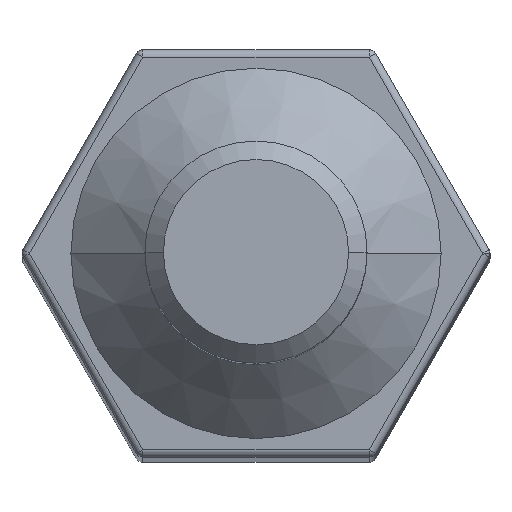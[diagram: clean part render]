
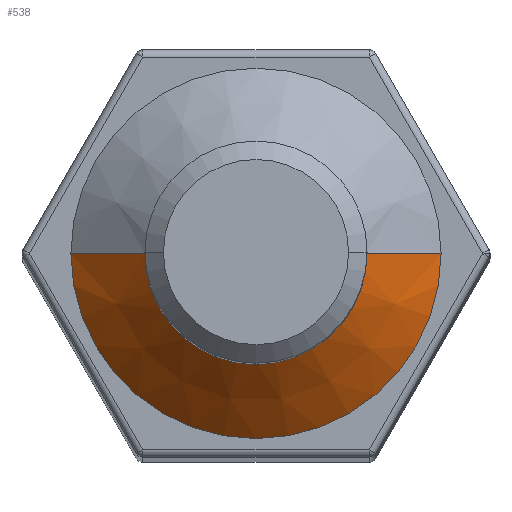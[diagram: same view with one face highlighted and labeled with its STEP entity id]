
A CAD part, top view. The second image highlights one B-rep face of the part: STEP entity #538.
In plain terms, the highlighted conical face has half-angle 45 degrees and reference radius 1.5 mm.
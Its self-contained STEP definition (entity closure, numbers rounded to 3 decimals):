
#25 = DIRECTION ( 'NONE',  ( 0., 0., -1. ) ) ;
#67 = CONICAL_SURFACE ( 'NONE', #101, 1.5, 0.785 ) ;
#80 = VECTOR ( 'NONE', #163, 1000. ) ;
#101 = AXIS2_PLACEMENT_3D ( 'NONE', #1072, #1176, #203 ) ;
#110 = FACE_OUTER_BOUND ( 'NONE', #195, .T. ) ;
#124 = LINE ( 'NONE', #939, #80 ) ;
#163 = DIRECTION ( 'NONE',  ( -0.707, 0., -0.707 ) ) ;
#176 = DIRECTION ( 'NONE',  ( 0., 0., -1. ) ) ;
#195 = EDGE_LOOP ( 'NONE', ( #1184, #1241, #1166, #1208 ) ) ;
#203 = DIRECTION ( 'NONE',  ( -1., 0., 0. ) ) ;
#215 = VERTEX_POINT ( 'NONE', #360 ) ;
#360 = CARTESIAN_POINT ( 'NONE',  ( 1.5, 0., 1. ) ) ;
#412 = VECTOR ( 'NONE', #1022, 1000. ) ;
#433 = LINE ( 'NONE', #1370, #412 ) ;
#538 = ADVANCED_FACE ( 'NONE', ( #110 ), #67, .T. ) ;
#545 = CARTESIAN_POINT ( 'NONE',  ( -1.5, 0., 1. ) ) ;
#621 = VERTEX_POINT ( 'NONE', #646 ) ;
#646 = CARTESIAN_POINT ( 'NONE',  ( 2.5, 0., 0. ) ) ;
#783 = VERTEX_POINT ( 'NONE', #1416 ) ;
#799 = CIRCLE ( 'NONE', #1344, 2.5 ) ;
#830 = VERTEX_POINT ( 'NONE', #545 ) ;
#855 = CARTESIAN_POINT ( 'NONE',  ( 0., 0., 0. ) ) ;
#939 = CARTESIAN_POINT ( 'NONE',  ( -1.5, 0., 1. ) ) ;
#947 = CARTESIAN_POINT ( 'NONE',  ( 0., 0., 1. ) ) ;
#951 = DIRECTION ( 'NONE',  ( -1., 0., 0. ) ) ;
#954 = EDGE_CURVE ( 'NONE', #215, #621, #433, .T. ) ;
#1022 = DIRECTION ( 'NONE',  ( 0.707, 0., -0.707 ) ) ;
#1049 = DIRECTION ( 'NONE',  ( -1., 0., 0. ) ) ;
#1072 = CARTESIAN_POINT ( 'NONE',  ( 0., 0., 1. ) ) ;
#1086 = EDGE_CURVE ( 'NONE', #830, #783, #124, .T. ) ;
#1122 = EDGE_CURVE ( 'NONE', #215, #830, #1418, .T. ) ;
#1135 = EDGE_CURVE ( 'NONE', #621, #783, #799, .T. ) ;
#1166 = ORIENTED_EDGE ( 'NONE', *, *, #1086, .T. ) ;
#1176 = DIRECTION ( 'NONE',  ( 0., 0., -1. ) ) ;
#1184 = ORIENTED_EDGE ( 'NONE', *, *, #954, .F. ) ;
#1208 = ORIENTED_EDGE ( 'NONE', *, *, #1135, .F. ) ;
#1241 = ORIENTED_EDGE ( 'NONE', *, *, #1122, .T. ) ;
#1325 = AXIS2_PLACEMENT_3D ( 'NONE', #947, #176, #1049 ) ;
#1344 = AXIS2_PLACEMENT_3D ( 'NONE', #855, #25, #951 ) ;
#1370 = CARTESIAN_POINT ( 'NONE',  ( 1.5, 0., 1. ) ) ;
#1416 = CARTESIAN_POINT ( 'NONE',  ( -2.5, 0., 0. ) ) ;
#1418 = CIRCLE ( 'NONE', #1325, 1.5 ) ;
